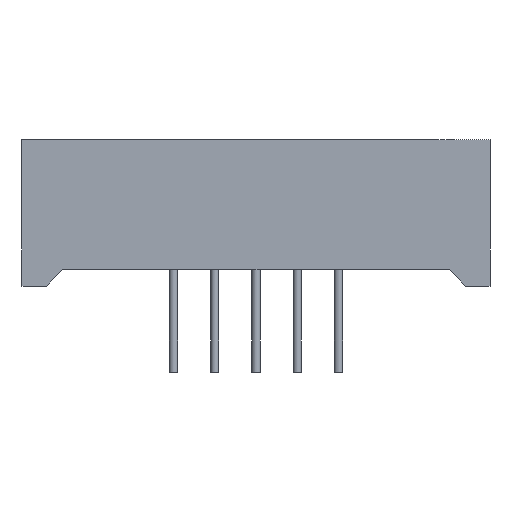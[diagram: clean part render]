
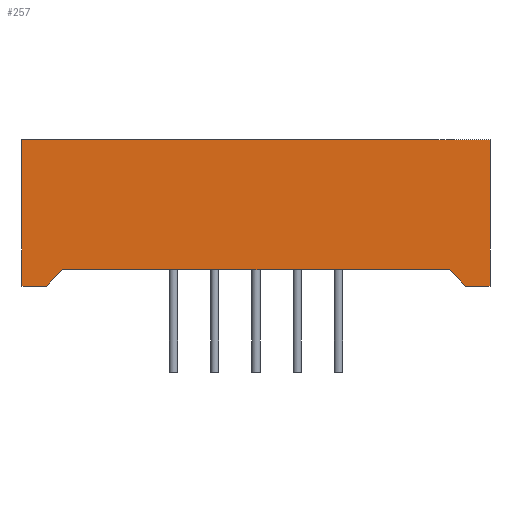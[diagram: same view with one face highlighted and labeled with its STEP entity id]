
A CAD part, front view. The second image highlights one B-rep face of the part: STEP entity #257.
In plain terms, the highlighted planar face has unit normal (0, -1, 0).
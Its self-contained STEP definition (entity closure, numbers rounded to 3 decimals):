
#257=ADVANCED_FACE('',(#827),#829,.T.);
#827=FACE_BOUND('',#828,.T.);
#828=EDGE_LOOP('',(#1324,#1325,#1326,#1327,#1328,#1329,#1330,#1331));
#829=PLANE('',#830);
#830=AXIS2_PLACEMENT_3D('',#831,#832,#833);
#831=CARTESIAN_POINT('',(-14.4,-20.4,0.));
#832=DIRECTION('',(0.,-1.,0.));
#833=DIRECTION('',(1.,0.,0.));
#1324=ORIENTED_EDGE('',*,*,#1548,.T.);
#1325=ORIENTED_EDGE('',*,*,#1549,.T.);
#1326=ORIENTED_EDGE('',*,*,#1550,.T.);
#1327=ORIENTED_EDGE('',*,*,#1551,.T.);
#1328=ORIENTED_EDGE('',*,*,#1533,.F.);
#1329=ORIENTED_EDGE('',*,*,#1545,.F.);
#1330=ORIENTED_EDGE('',*,*,#1552,.T.);
#1331=ORIENTED_EDGE('',*,*,#1553,.T.);
#1533=EDGE_CURVE('',#1712,#1714,#1715,.T.);
#1545=EDGE_CURVE('',#1735,#1712,#1737,.T.);
#1548=EDGE_CURVE('',#1741,#1742,#1743,.F.);
#1549=EDGE_CURVE('',#1742,#1744,#1745,.F.);
#1550=EDGE_CURVE('',#1744,#1746,#1747,.T.);
#1551=EDGE_CURVE('',#1746,#1714,#1748,.T.);
#1552=EDGE_CURVE('',#1735,#1749,#1750,.T.);
#1553=EDGE_CURVE('',#1749,#1741,#1751,.F.);
#1712=VERTEX_POINT('',#2055);
#1714=VERTEX_POINT('',#2059);
#1715=LINE('',#2060,#2061);
#1735=VERTEX_POINT('',#2102);
#1737=LINE('',#2106,#2107);
#1741=VERTEX_POINT('',#2116);
#1742=VERTEX_POINT('',#2117);
#1743=LINE('',#2118,#2119);
#1744=VERTEX_POINT('',#2121);
#1745=LINE('',#2122,#2123);
#1746=VERTEX_POINT('',#2125);
#1747=LINE('',#2126,#2127);
#1748=LINE('',#2129,#2130);
#1749=VERTEX_POINT('',#2132);
#1750=LINE('',#2133,#2134);
#1751=LINE('',#2136,#2137);
#2055=CARTESIAN_POINT('',(-14.4,-20.4,9.));
#2059=CARTESIAN_POINT('',(14.4,-20.4,9.));
#2060=CARTESIAN_POINT('',(-14.4,-20.4,9.));
#2061=VECTOR('',#2062,1.);
#2062=DIRECTION('',(1.,0.,0.));
#2102=CARTESIAN_POINT('',(-14.4,-20.4,0.));
#2106=CARTESIAN_POINT('',(-14.4,-20.4,0.));
#2107=VECTOR('',#2108,1.);
#2108=DIRECTION('',(0.,0.,1.));
#2116=CARTESIAN_POINT('',(-11.9,-20.4,1.));
#2117=CARTESIAN_POINT('',(11.9,-20.4,1.));
#2118=CARTESIAN_POINT('',(11.9,-20.4,1.));
#2119=VECTOR('',#2120,1.);
#2120=DIRECTION('',(-1.,0.,0.));
#2121=CARTESIAN_POINT('',(12.9,-20.4,0.));
#2122=CARTESIAN_POINT('',(12.9,-20.4,0.));
#2123=VECTOR('',#2124,1.);
#2124=DIRECTION('',(-0.707,0.,0.707));
#2125=CARTESIAN_POINT('',(14.4,-20.4,0.));
#2126=CARTESIAN_POINT('',(12.9,-20.4,0.));
#2127=VECTOR('',#2128,1.);
#2128=DIRECTION('',(1.,0.,0.));
#2129=CARTESIAN_POINT('',(14.4,-20.4,0.));
#2130=VECTOR('',#2131,1.);
#2131=DIRECTION('',(0.,0.,1.));
#2132=CARTESIAN_POINT('',(-12.9,-20.4,0.));
#2133=CARTESIAN_POINT('',(-14.4,-20.4,0.));
#2134=VECTOR('',#2135,1.);
#2135=DIRECTION('',(1.,0.,0.));
#2136=CARTESIAN_POINT('',(-11.9,-20.4,1.));
#2137=VECTOR('',#2138,1.);
#2138=DIRECTION('',(-0.707,0.,-0.707));
